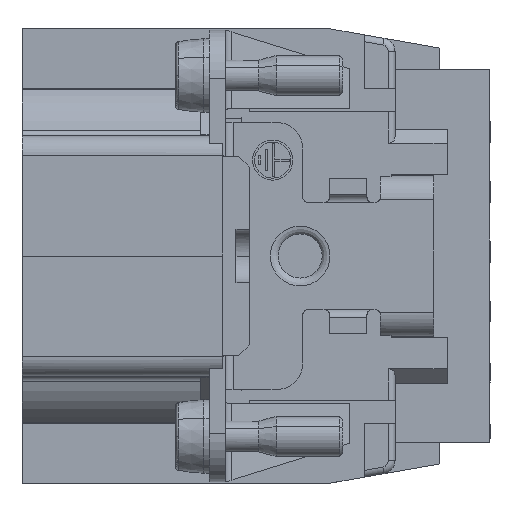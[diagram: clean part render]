
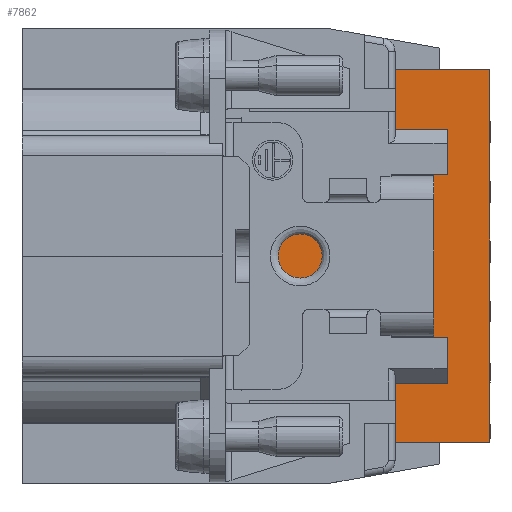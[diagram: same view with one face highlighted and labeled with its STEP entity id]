
A CAD part, left-side view. The second image highlights one B-rep face of the part: STEP entity #7862.
In plain terms, the highlighted planar face has unit normal (-1, 0, 0).
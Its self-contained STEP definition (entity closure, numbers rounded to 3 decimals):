
#6049=PLANE('',#55575);
#7862=ADVANCED_FACE('',(#11067),#6049,.T.);
#11067=FACE_OUTER_BOUND('',#14042,.T.);
#14042=EDGE_LOOP('',(#23852,#23853,#23854,#23855,#23856,#23857,#23858,#23859,
#23860,#23861,#23862,#23863,#23864,#23865));
#23852=ORIENTED_EDGE('',*,*,#42558,.T.);
#23853=ORIENTED_EDGE('',*,*,#42862,.F.);
#23854=ORIENTED_EDGE('',*,*,#42865,.F.);
#23855=ORIENTED_EDGE('',*,*,#42872,.T.);
#23856=ORIENTED_EDGE('',*,*,#42874,.T.);
#23857=ORIENTED_EDGE('',*,*,#42883,.T.);
#23858=ORIENTED_EDGE('',*,*,#42904,.T.);
#23859=ORIENTED_EDGE('',*,*,#42905,.T.);
#23860=ORIENTED_EDGE('',*,*,#42935,.T.);
#23861=ORIENTED_EDGE('',*,*,#42932,.T.);
#23862=ORIENTED_EDGE('',*,*,#42929,.T.);
#23863=ORIENTED_EDGE('',*,*,#42936,.F.);
#23864=ORIENTED_EDGE('',*,*,#42652,.T.);
#23865=ORIENTED_EDGE('',*,*,#42280,.T.);
#37368=VERTEX_POINT('',#77020);
#37371=VERTEX_POINT('',#77025);
#37643=VERTEX_POINT('',#78827);
#37710=VERTEX_POINT('',#79012);
#37850=VERTEX_POINT('',#79547);
#37851=VERTEX_POINT('',#79552);
#37855=VERTEX_POINT('',#79566);
#37856=VERTEX_POINT('',#79570);
#37861=VERTEX_POINT('',#79588);
#37874=VERTEX_POINT('',#79630);
#37875=VERTEX_POINT('',#79634);
#37891=VERTEX_POINT('',#79685);
#37893=VERTEX_POINT('',#79688);
#37895=VERTEX_POINT('',#79694);
#42280=EDGE_CURVE('',#37368,#37371,#48392,.T.);
#42558=EDGE_CURVE('',#37371,#37643,#48455,.T.);
#42652=EDGE_CURVE('',#37710,#37368,#48512,.T.);
#42862=EDGE_CURVE('',#37850,#37643,#48659,.T.);
#42865=EDGE_CURVE('',#37851,#37850,#48662,.T.);
#42872=EDGE_CURVE('',#37851,#37855,#48669,.T.);
#42874=EDGE_CURVE('',#37855,#37856,#48671,.T.);
#42883=EDGE_CURVE('',#37856,#37861,#48680,.T.);
#42904=EDGE_CURVE('',#37861,#37874,#48701,.T.);
#42905=EDGE_CURVE('',#37874,#37875,#48702,.T.);
#42929=EDGE_CURVE('',#37893,#37891,#48721,.T.);
#42932=EDGE_CURVE('',#37895,#37893,#48724,.T.);
#42935=EDGE_CURVE('',#37875,#37895,#48727,.T.);
#42936=EDGE_CURVE('',#37710,#37891,#48728,.T.);
#48392=LINE('',#77026,#51618);
#48455=LINE('',#78828,#51681);
#48512=LINE('',#79011,#51738);
#48659=LINE('',#79548,#51885);
#48662=LINE('',#79553,#51888);
#48669=LINE('',#79567,#51895);
#48671=LINE('',#79571,#51897);
#48680=LINE('',#79589,#51906);
#48701=LINE('',#79631,#51927);
#48702=LINE('',#79633,#51928);
#48721=LINE('',#79687,#51947);
#48724=LINE('',#79693,#51950);
#48727=LINE('',#79698,#51953);
#48728=LINE('',#79700,#51954);
#51618=VECTOR('',#59061,1.);
#51681=VECTOR('',#59178,1.);
#51738=VECTOR('',#59355,1.);
#51885=VECTOR('',#59699,1.);
#51888=VECTOR('',#59704,1.);
#51895=VECTOR('',#59717,1.);
#51897=VECTOR('',#59721,1.);
#51906=VECTOR('',#59738,1.);
#51927=VECTOR('',#59775,1.);
#51928=VECTOR('',#59778,1.);
#51947=VECTOR('',#59817,1.);
#51950=VECTOR('',#59822,1.);
#51953=VECTOR('',#59827,1.);
#51954=VECTOR('',#59830,1.);
#55575=AXIS2_PLACEMENT_3D('',#79701,#59831,#59832);
#59061=DIRECTION('',(0.,0.,1.));
#59178=DIRECTION('',(0.,1.,0.));
#59355=DIRECTION('',(0.,-1.,0.));
#59699=DIRECTION('',(0.,0.,1.));
#59704=DIRECTION('',(0.,1.,0.));
#59717=DIRECTION('',(0.,0.,-1.));
#59721=DIRECTION('',(0.,0.707,-0.707));
#59738=DIRECTION('',(0.,1.,0.));
#59775=DIRECTION('',(0.,0.,-1.));
#59778=DIRECTION('',(0.,-1.,0.));
#59817=DIRECTION('',(0.,1.,0.));
#59822=DIRECTION('',(0.,0.,-1.));
#59827=DIRECTION('',(0.,-0.707,-0.707));
#59830=DIRECTION('',(0.,0.,1.));
#59831=DIRECTION('',(-1.,0.,0.));
#59832=DIRECTION('',(0.,0.,-1.));
#77020=CARTESIAN_POINT('',(-4.956,0.,-13.802));
#77025=CARTESIAN_POINT('',(-4.956,0.,14.048));
#77026=CARTESIAN_POINT('',(-4.956,0.,-13.802));
#78827=CARTESIAN_POINT('',(-4.956,7.101,14.048));
#78828=CARTESIAN_POINT('',(-4.956,0.,14.048));
#79011=CARTESIAN_POINT('',(-4.956,7.101,-13.802));
#79012=CARTESIAN_POINT('',(-4.956,7.101,-13.802));
#79547=CARTESIAN_POINT('',(-4.956,7.101,9.623));
#79548=CARTESIAN_POINT('',(-4.956,7.101,9.623));
#79552=CARTESIAN_POINT('',(-4.956,3.2,9.623));
#79553=CARTESIAN_POINT('',(-4.956,3.2,9.623));
#79566=CARTESIAN_POINT('',(-4.956,3.2,8.723));
#79567=CARTESIAN_POINT('',(-4.956,3.2,9.623));
#79570=CARTESIAN_POINT('',(-4.956,3.8,8.123));
#79571=CARTESIAN_POINT('',(-4.956,3.2,8.723));
#79588=CARTESIAN_POINT('',(-4.956,16.05,8.123));
#79589=CARTESIAN_POINT('',(-4.956,3.8,8.123));
#79630=CARTESIAN_POINT('',(-4.956,16.05,-7.877));
#79631=CARTESIAN_POINT('',(-4.956,16.05,8.123));
#79633=CARTESIAN_POINT('',(-4.956,16.05,-7.877));
#79634=CARTESIAN_POINT('',(-4.956,3.8,-7.877));
#79685=CARTESIAN_POINT('',(-4.956,7.101,-9.377));
#79687=CARTESIAN_POINT('',(-4.956,3.2,-9.377));
#79688=CARTESIAN_POINT('',(-4.956,3.2,-9.377));
#79693=CARTESIAN_POINT('',(-4.956,3.2,-8.477));
#79694=CARTESIAN_POINT('',(-4.956,3.2,-8.477));
#79698=CARTESIAN_POINT('',(-4.956,3.8,-7.877));
#79700=CARTESIAN_POINT('',(-4.956,7.101,-13.802));
#79701=CARTESIAN_POINT('',(-4.956,16.853,15.441));
